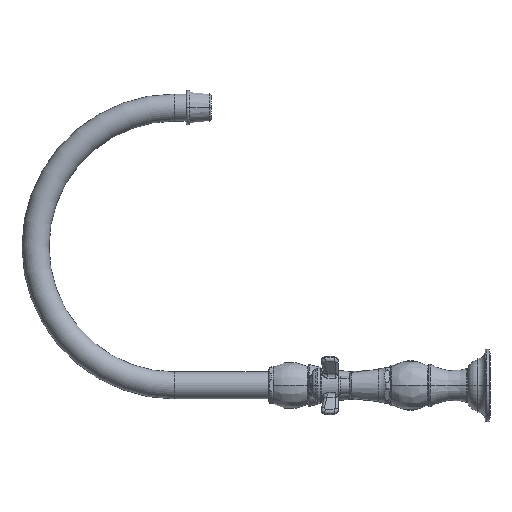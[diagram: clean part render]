
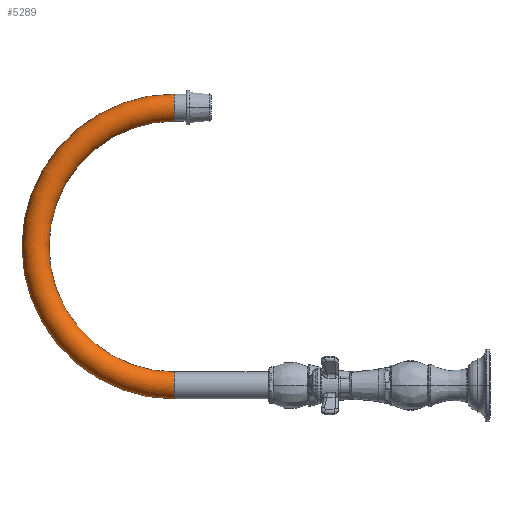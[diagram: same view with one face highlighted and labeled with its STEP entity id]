
A CAD part, left-side view. The second image highlights one B-rep face of the part: STEP entity #5289.
In plain terms, the highlighted toroidal (fillet/blend) face has major radius 114.3 mm and minor radius 11.113 mm.
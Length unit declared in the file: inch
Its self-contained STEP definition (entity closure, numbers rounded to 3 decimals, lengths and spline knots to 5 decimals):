
#320=CARTESIAN_POINT('',(0.,7.6412,4.5));
#321=DIRECTION('',(-1.,0.,0.));
#322=DIRECTION('',(0.,0.,1.));
#323=AXIS2_PLACEMENT_3D('',#320,#321,#322);
#328=CARTESIAN_POINT('',(0.,7.6412,9.));
#329=DIRECTION('',(0.,1.,0.));
#330=DIRECTION('',(0.,0.,-1.));
#331=AXIS2_PLACEMENT_3D('',#328,#329,#330);
#336=CARTESIAN_POINT('',(0.,7.6412,4.5));
#337=DIRECTION('',(-1.,0.,0.));
#338=DIRECTION('',(0.,0.,1.));
#339=AXIS2_PLACEMENT_3D('',#336,#337,#338);
#344=CARTESIAN_POINT('',(0.,7.6412,0.));
#345=DIRECTION('',(0.,-1.,0.));
#346=DIRECTION('',(0.,0.,1.));
#347=AXIS2_PLACEMENT_3D('',#344,#345,#346);
#4836=CARTESIAN_POINT('',(0.,7.6412,8.5625));
#4837=CARTESIAN_POINT('',(0.,7.6412,9.4375));
#4838=VERTEX_POINT('',#4836);
#4839=VERTEX_POINT('',#4837);
#4840=CARTESIAN_POINT('',(0.,7.6412,0.4375));
#4841=CARTESIAN_POINT('',(0.,7.6412,-0.4375));
#4842=VERTEX_POINT('',#4840);
#4843=VERTEX_POINT('',#4841);
#5277=CARTESIAN_POINT('',(0.,7.6412,4.5));
#5278=DIRECTION('',(-1.,0.,0.));
#5279=DIRECTION('',(0.,0.,-1.));
#5280=AXIS2_PLACEMENT_3D('',#5277,#5278,#5279);
#5281=TOROIDAL_SURFACE('',#5280,4.5,0.4375);
#5282=ORIENTED_EDGE('',*,*,#5206,.F.);
#5283=ORIENTED_EDGE('',*,*,#5260,.T.);
#5285=ORIENTED_EDGE('',*,*,#5284,.T.);
#5286=ORIENTED_EDGE('',*,*,#5256,.F.);
#5287=EDGE_LOOP('',(#5282,#5283,#5285,#5286));
#5288=FACE_OUTER_BOUND('',#5287,.F.);
#324=CIRCLE('',#323,4.9375);
#332=CIRCLE('',#331,0.4375);
#340=CIRCLE('',#339,4.0625);
#348=CIRCLE('',#347,0.4375);
#5206=EDGE_CURVE('',#4838,#4839,#332,.T.);
#5256=EDGE_CURVE('',#4839,#4843,#324,.T.);
#5260=EDGE_CURVE('',#4838,#4842,#340,.T.);
#5284=EDGE_CURVE('',#4842,#4843,#348,.T.);
#5289=ADVANCED_FACE('',(#5288),#5281,.T.);
